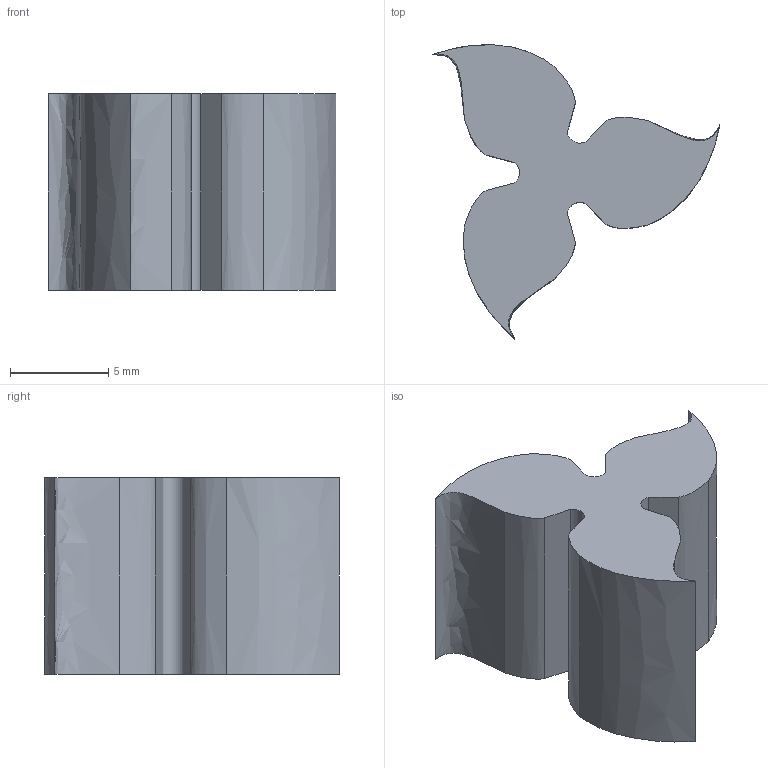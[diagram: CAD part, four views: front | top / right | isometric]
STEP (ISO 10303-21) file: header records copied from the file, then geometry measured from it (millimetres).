
FILE_DESCRIPTION(('FreeCAD Model'),'2;1');
FILE_NAME('Open CASCADE Shape Model','2025-03-27T22:17:59',(''),(''), 'Open CASCADE STEP processor 7.8','FreeCAD','Unknown');
FILE_SCHEMA(('AUTOMOTIVE_DESIGN { 1 0 10303 214 1 1 1 1 }'));
Length unit declared in the file: millimetre
Products named in the file (3): Unnamed; Pad; Body
Assembly tree (2 placements, depth 2):
  Unnamed
    Pad
    Body
Bounding box: 14.62 x 14.95 x 10 mm (x, y, z)
Volume: 1831 mm3; surface area: 1526.9 mm2
Topology: 2 solids, 2 shells, 46 faces, 126 edges, 84 vertices
Faces by surface type: extrusion 24, plane 16, cylinder 6
Entity records: 1628 total; most frequent: CARTESIAN_POINT 475, ORIENTED_EDGE 252, DIRECTION 164, EDGE_CURVE 126, VECTOR 90, VERTEX_POINT 84, B_SPLINE_CURVE_WITH_KNOTS 72, LINE 66
